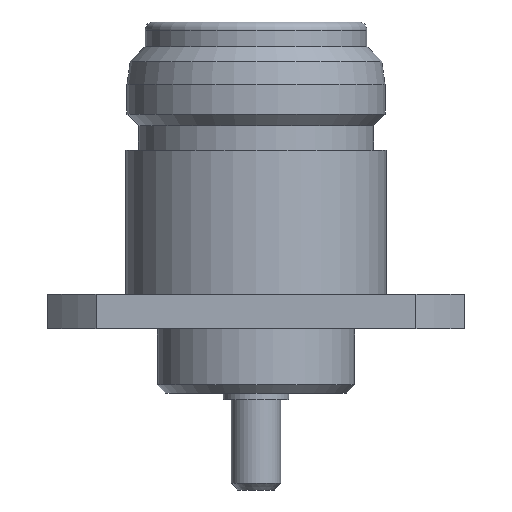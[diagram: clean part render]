
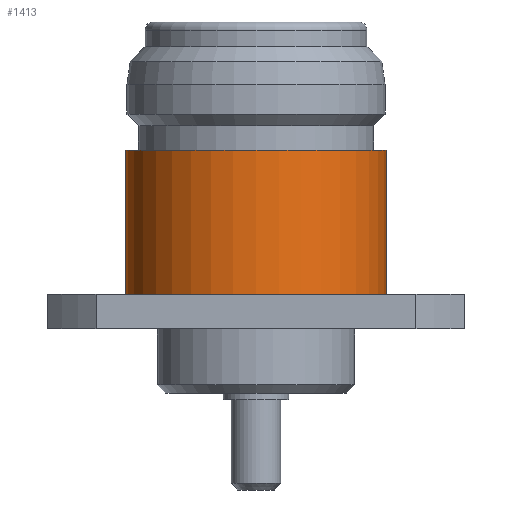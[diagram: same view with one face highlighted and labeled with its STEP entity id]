
A CAD part, front view. The second image highlights one B-rep face of the part: STEP entity #1413.
In plain terms, the highlighted cylindrical face has radius 7.925 mm (diameter 15.85 mm), a partial arc.
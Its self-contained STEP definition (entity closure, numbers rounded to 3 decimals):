
#91 = ORIENTED_EDGE ( 'NONE', *, *, #3821, .F. ) ;
#386 = VECTOR ( 'NONE', #3647, 1000. ) ;
#398 = LINE ( 'NONE', #779, #3028 ) ;
#462 = CARTESIAN_POINT ( 'NONE',  ( 0., 0., 0. ) ) ;
#484 = LINE ( 'NONE', #3481, #386 ) ;
#779 = CARTESIAN_POINT ( 'NONE',  ( -7.925, 0., 0. ) ) ;
#850 = EDGE_CURVE ( 'NONE', #1680, #2430, #398, .T. ) ;
#891 = EDGE_CURVE ( 'NONE', #1680, #1013, #1493, .T. ) ;
#949 = EDGE_LOOP ( 'NONE', ( #976, #3869, #1617, #91 ) ) ;
#976 = ORIENTED_EDGE ( 'NONE', *, *, #850, .F. ) ;
#1005 = VERTEX_POINT ( 'NONE', #3239 ) ;
#1013 = VERTEX_POINT ( 'NONE', #3916 ) ;
#1203 = CIRCLE ( 'NONE', #2912, 7.925 ) ;
#1211 = DIRECTION ( 'NONE',  ( 1., 0., 0. ) ) ;
#1271 = DIRECTION ( 'NONE',  ( 0., 0., 1. ) ) ;
#1413 = ADVANCED_FACE ( 'NONE', ( #3358 ), #2882, .T. ) ;
#1417 = DIRECTION ( 'NONE',  ( 0., 0., 1. ) ) ;
#1493 = CIRCLE ( 'NONE', #3314, 7.925 ) ;
#1617 = ORIENTED_EDGE ( 'NONE', *, *, #3798, .T. ) ;
#1680 = VERTEX_POINT ( 'NONE', #2171 ) ;
#1828 = CARTESIAN_POINT ( 'NONE',  ( 0., 0., -7.8 ) ) ;
#2161 = DIRECTION ( 'NONE',  ( 0., 0., 1. ) ) ;
#2171 = CARTESIAN_POINT ( 'NONE',  ( -7.925, 0., -16.57 ) ) ;
#2384 = DIRECTION ( 'NONE',  ( 1., 0., 0. ) ) ;
#2430 = VERTEX_POINT ( 'NONE', #2823 ) ;
#2488 = DIRECTION ( 'NONE',  ( 0., 0., 1. ) ) ;
#2781 = AXIS2_PLACEMENT_3D ( 'NONE', #462, #2488, #2384 ) ;
#2806 = DIRECTION ( 'NONE',  ( 1., 0., 0. ) ) ;
#2823 = CARTESIAN_POINT ( 'NONE',  ( -7.925, 0., -7.8 ) ) ;
#2882 = CYLINDRICAL_SURFACE ( 'NONE', #2781, 7.925 ) ;
#2912 = AXIS2_PLACEMENT_3D ( 'NONE', #1828, #2161, #1211 ) ;
#3028 = VECTOR ( 'NONE', #1271, 1000. ) ;
#3036 = CARTESIAN_POINT ( 'NONE',  ( 0., 0., -16.57 ) ) ;
#3239 = CARTESIAN_POINT ( 'NONE',  ( 7.925, 0., -7.8 ) ) ;
#3314 = AXIS2_PLACEMENT_3D ( 'NONE', #3036, #1417, #2806 ) ;
#3358 = FACE_OUTER_BOUND ( 'NONE', #949, .T. ) ;
#3481 = CARTESIAN_POINT ( 'NONE',  ( 7.925, 0., 0. ) ) ;
#3647 = DIRECTION ( 'NONE',  ( 0., 0., 1. ) ) ;
#3798 = EDGE_CURVE ( 'NONE', #1013, #1005, #484, .T. ) ;
#3821 = EDGE_CURVE ( 'NONE', #2430, #1005, #1203, .T. ) ;
#3869 = ORIENTED_EDGE ( 'NONE', *, *, #891, .T. ) ;
#3916 = CARTESIAN_POINT ( 'NONE',  ( 7.925, 0., -16.57 ) ) ;
